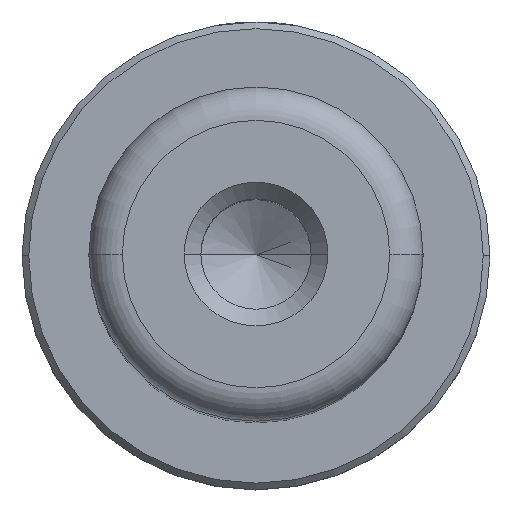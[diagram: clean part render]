
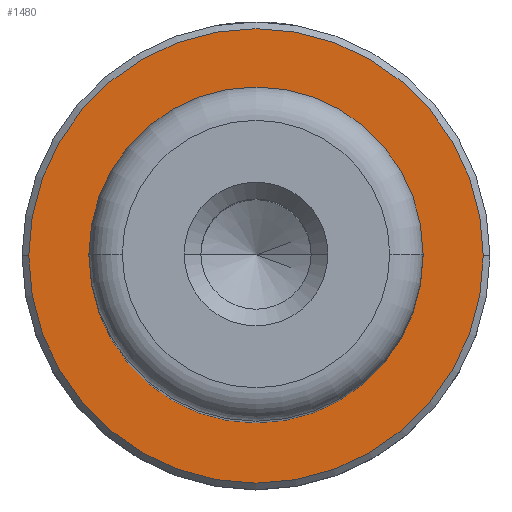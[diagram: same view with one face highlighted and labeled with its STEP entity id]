
A CAD part, top view. The second image highlights one B-rep face of the part: STEP entity #1480.
In plain terms, the highlighted planar face has unit normal (0, 0, 1).
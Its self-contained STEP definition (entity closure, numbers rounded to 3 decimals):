
#119 = EDGE_CURVE ( 'NONE', #1295, #689, #298, .T. ) ;
#147 = CARTESIAN_POINT ( 'NONE',  ( -4.5, 0., 13. ) ) ;
#173 = DIRECTION ( 'NONE',  ( 0., 0., -1. ) ) ;
#212 = EDGE_CURVE ( 'NONE', #689, #1295, #249, .T. ) ;
#249 = CIRCLE ( 'NONE', #1607, 6.8 ) ;
#266 = AXIS2_PLACEMENT_3D ( 'NONE', #1428, #173, #448 ) ;
#291 = AXIS2_PLACEMENT_3D ( 'NONE', #1660, #1368, #341 ) ;
#298 = CIRCLE ( 'NONE', #943, 6.8 ) ;
#341 = DIRECTION ( 'NONE',  ( 1., 0., 0. ) ) ;
#404 = ORIENTED_EDGE ( 'NONE', *, *, #1006, .T. ) ;
#443 = DIRECTION ( 'NONE',  ( 0., 0., -1. ) ) ;
#448 = DIRECTION ( 'NONE',  ( -1., 0., 0. ) ) ;
#544 = AXIS2_PLACEMENT_3D ( 'NONE', #1468, #443, #1620 ) ;
#565 = CIRCLE ( 'NONE', #544, 4.5 ) ;
#605 = EDGE_LOOP ( 'NONE', ( #1188, #990 ) ) ;
#607 = DIRECTION ( 'NONE',  ( 1., 0., 0. ) ) ;
#615 = DIRECTION ( 'NONE',  ( 0., 0., 1. ) ) ;
#621 = CARTESIAN_POINT ( 'NONE',  ( 0., 0., 13. ) ) ;
#689 = VERTEX_POINT ( 'NONE', #1040 ) ;
#799 = CARTESIAN_POINT ( 'NONE',  ( -6.8, 0., 13. ) ) ;
#858 = DIRECTION ( 'NONE',  ( 1., 0., 0. ) ) ;
#868 = DIRECTION ( 'NONE',  ( 0., 0., 1. ) ) ;
#879 = CARTESIAN_POINT ( 'NONE',  ( 0., 0., 13. ) ) ;
#943 = AXIS2_PLACEMENT_3D ( 'NONE', #879, #868, #858 ) ;
#990 = ORIENTED_EDGE ( 'NONE', *, *, #212, .T. ) ;
#1006 = EDGE_CURVE ( 'NONE', #1069, #1037, #1241, .T. ) ;
#1037 = VERTEX_POINT ( 'NONE', #147 ) ;
#1040 = CARTESIAN_POINT ( 'NONE',  ( 6.8, 0., 13. ) ) ;
#1069 = VERTEX_POINT ( 'NONE', #1682 ) ;
#1133 = ORIENTED_EDGE ( 'NONE', *, *, #1271, .T. ) ;
#1169 = FACE_BOUND ( 'NONE', #1204, .T. ) ;
#1188 = ORIENTED_EDGE ( 'NONE', *, *, #119, .T. ) ;
#1201 = PLANE ( 'NONE',  #291 ) ;
#1204 = EDGE_LOOP ( 'NONE', ( #1133, #404 ) ) ;
#1241 = CIRCLE ( 'NONE', #266, 4.5 ) ;
#1271 = EDGE_CURVE ( 'NONE', #1037, #1069, #565, .T. ) ;
#1295 = VERTEX_POINT ( 'NONE', #799 ) ;
#1368 = DIRECTION ( 'NONE',  ( 0., 0., 1. ) ) ;
#1428 = CARTESIAN_POINT ( 'NONE',  ( 0., 0., 13. ) ) ;
#1468 = CARTESIAN_POINT ( 'NONE',  ( 0., 0., 13. ) ) ;
#1480 = ADVANCED_FACE ( 'NONE', ( #1880, #1169 ), #1201, .T. ) ;
#1607 = AXIS2_PLACEMENT_3D ( 'NONE', #621, #615, #607 ) ;
#1620 = DIRECTION ( 'NONE',  ( -1., 0., 0. ) ) ;
#1660 = CARTESIAN_POINT ( 'NONE',  ( 0., 0., 13. ) ) ;
#1682 = CARTESIAN_POINT ( 'NONE',  ( 4.5, 0., 13. ) ) ;
#1880 = FACE_OUTER_BOUND ( 'NONE', #605, .T. ) ;
